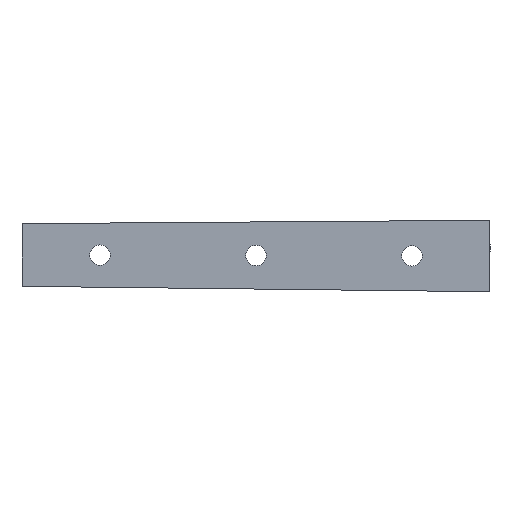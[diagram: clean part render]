
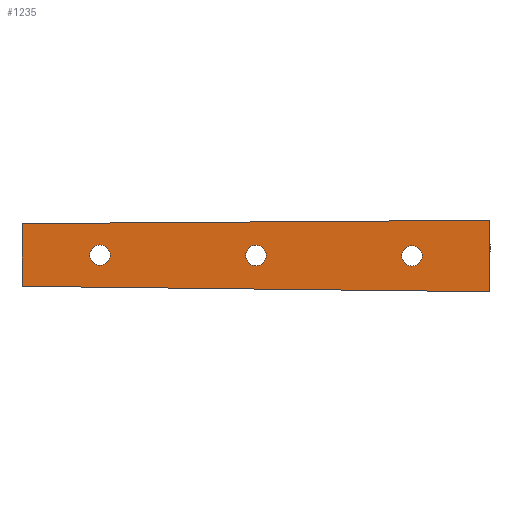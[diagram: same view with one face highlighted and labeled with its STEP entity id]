
A CAD part, left-side view. The second image highlights one B-rep face of the part: STEP entity #1235.
In plain terms, the highlighted planar face has unit normal (-1, 0, 0).
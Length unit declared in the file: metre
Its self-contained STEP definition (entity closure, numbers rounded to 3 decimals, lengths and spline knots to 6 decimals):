
#97 = CIRCLE ( 'NONE', #7497, 0.001632 ) ;
#242 = EDGE_CURVE ( 'NONE', #4716, #4925, #9365, .T. ) ;
#282 = CARTESIAN_POINT ( 'NONE',  ( 0.07695, 0.2895, -0.002591 ) ) ;
#356 = VERTEX_POINT ( 'NONE', #3748 ) ;
#358 = EDGE_CURVE ( 'NONE', #7917, #8784, #681, .T. ) ;
#371 = EDGE_CURVE ( 'NONE', #8264, #4337, #3800, .T. ) ;
#392 = ORIENTED_EDGE ( 'NONE', *, *, #9687, .F. ) ;
#681 = CIRCLE ( 'NONE', #6791, 0.001632 ) ;
#1043 = AXIS2_PLACEMENT_3D ( 'NONE', #2566, #8019, #6356 ) ;
#1235 = ADVANCED_FACE ( 'NONE', ( #8360, #9820, #2906, #7451 ), #9063, .T. ) ;
#1283 = DIRECTION ( 'NONE',  ( 0., 0., 1. ) ) ;
#1553 = VECTOR ( 'NONE', #9693, 1. ) ;
#1614 = CARTESIAN_POINT ( 'NONE',  ( 0.07695, 0.302, -0.007586 ) ) ;
#2030 = AXIS2_PLACEMENT_3D ( 'NONE', #7381, #9800, #1283 ) ;
#2378 = CARTESIAN_POINT ( 'NONE',  ( 0.07695, 0.2645, -0.002645 ) ) ;
#2388 = ORIENTED_EDGE ( 'NONE', *, *, #5669, .F. ) ;
#2416 = CARTESIAN_POINT ( 'NONE',  ( 0.07695, 0.2895, -0.004223 ) ) ;
#2566 = CARTESIAN_POINT ( 'NONE',  ( 0.07695, 0.2395, -0.0027 ) ) ;
#2814 = VECTOR ( 'NONE', #5477, 1. ) ;
#2906 = FACE_BOUND ( 'NONE', #8011, .T. ) ;
#2924 = EDGE_CURVE ( 'NONE', #8028, #5826, #8396, .T. ) ;
#2992 = CARTESIAN_POINT ( 'NONE',  ( 0.07695, 0.227, 0.002997 ) ) ;
#3014 = DIRECTION ( 'NONE',  ( -1., 0., 0. ) ) ;
#3720 = DIRECTION ( 'NONE',  ( -1., 0., 0. ) ) ;
#3721 = ORIENTED_EDGE ( 'NONE', *, *, #4074, .T. ) ;
#3748 = CARTESIAN_POINT ( 'NONE',  ( 0.07695, 0.302, 0.00246 ) ) ;
#3800 = LINE ( 'NONE', #6873, #6302 ) ;
#4051 = EDGE_CURVE ( 'NONE', #8784, #7917, #8868, .T. ) ;
#4074 = EDGE_CURVE ( 'NONE', #356, #4337, #4365, .T. ) ;
#4122 = EDGE_LOOP ( 'NONE', ( #8817, #3721, #9502, #8708 ) ) ;
#4233 = CARTESIAN_POINT ( 'NONE',  ( 0.07695, 0.2895, -0.002591 ) ) ;
#4303 = AXIS2_PLACEMENT_3D ( 'NONE', #6637, #3014, #9015 ) ;
#4337 = VERTEX_POINT ( 'NONE', #1614 ) ;
#4365 = LINE ( 'NONE', #4414, #1553 ) ;
#4414 = CARTESIAN_POINT ( 'NONE',  ( 0.07695, 0.302, 0.001565 ) ) ;
#4477 = EDGE_CURVE ( 'NONE', #356, #9138, #8163, .T. ) ;
#4480 = DIRECTION ( 'NONE',  ( 0., 0., 1. ) ) ;
#4603 = CIRCLE ( 'NONE', #1043, 0.001632 ) ;
#4620 = VECTOR ( 'NONE', #7404, 1. ) ;
#4692 = EDGE_LOOP ( 'NONE', ( #8517, #2388 ) ) ;
#4716 = VERTEX_POINT ( 'NONE', #6960 ) ;
#4925 = VERTEX_POINT ( 'NONE', #7007 ) ;
#5018 = AXIS2_PLACEMENT_3D ( 'NONE', #6978, #8335, #6059 ) ;
#5085 = CARTESIAN_POINT ( 'NONE',  ( 0.07695, 0.229375, 0.00298 ) ) ;
#5477 = DIRECTION ( 'NONE',  ( 0., 0., -1. ) ) ;
#5644 = ORIENTED_EDGE ( 'NONE', *, *, #358, .F. ) ;
#5669 = EDGE_CURVE ( 'NONE', #4925, #4716, #4603, .T. ) ;
#5826 = VERTEX_POINT ( 'NONE', #2416 ) ;
#6059 = DIRECTION ( 'NONE',  ( 0., 0., 1. ) ) ;
#6239 = CARTESIAN_POINT ( 'NONE',  ( 0.07695, 0.227, -0.008452 ) ) ;
#6302 = VECTOR ( 'NONE', #9139, 1. ) ;
#6334 = DIRECTION ( 'NONE',  ( -1., 0., 0. ) ) ;
#6356 = DIRECTION ( 'NONE',  ( 0., 0., 1. ) ) ;
#6637 = CARTESIAN_POINT ( 'NONE',  ( 0.07695, 0.427, 0.001565 ) ) ;
#6791 = AXIS2_PLACEMENT_3D ( 'NONE', #2378, #8381, #7632 ) ;
#6873 = CARTESIAN_POINT ( 'NONE',  ( 0.07695, 0.229375, -0.008424 ) ) ;
#6960 = CARTESIAN_POINT ( 'NONE',  ( 0.07695, 0.2395, -0.004332 ) ) ;
#6978 = CARTESIAN_POINT ( 'NONE',  ( 0.07695, 0.2395, -0.0027 ) ) ;
#7007 = CARTESIAN_POINT ( 'NONE',  ( 0.07695, 0.2395, -0.001068 ) ) ;
#7104 = AXIS2_PLACEMENT_3D ( 'NONE', #4233, #3720, #4480 ) ;
#7115 = CARTESIAN_POINT ( 'NONE',  ( 0.07695, 0.2645, -0.004277 ) ) ;
#7142 = DIRECTION ( 'NONE',  ( 0., 0., 1. ) ) ;
#7381 = CARTESIAN_POINT ( 'NONE',  ( 0.07695, 0.2645, -0.002645 ) ) ;
#7404 = DIRECTION ( 'NONE',  ( 0., -1., 0.007 ) ) ;
#7451 = FACE_OUTER_BOUND ( 'NONE', #4122, .T. ) ;
#7497 = AXIS2_PLACEMENT_3D ( 'NONE', #282, #6334, #7142 ) ;
#7632 = DIRECTION ( 'NONE',  ( 0., 0., 1. ) ) ;
#7755 = LINE ( 'NONE', #7944, #2814 ) ;
#7880 = ORIENTED_EDGE ( 'NONE', *, *, #4051, .F. ) ;
#7917 = VERTEX_POINT ( 'NONE', #7115 ) ;
#7944 = CARTESIAN_POINT ( 'NONE',  ( 0.07695, 0.227, 0.001565 ) ) ;
#8011 = EDGE_LOOP ( 'NONE', ( #392, #9320 ) ) ;
#8019 = DIRECTION ( 'NONE',  ( -1., 0., 0. ) ) ;
#8028 = VERTEX_POINT ( 'NONE', #9783 ) ;
#8163 = LINE ( 'NONE', #5085, #4620 ) ;
#8264 = VERTEX_POINT ( 'NONE', #6239 ) ;
#8335 = DIRECTION ( 'NONE',  ( -1., 0., 0. ) ) ;
#8355 = EDGE_CURVE ( 'NONE', #9138, #8264, #7755, .T. ) ;
#8360 = FACE_BOUND ( 'NONE', #4692, .T. ) ;
#8381 = DIRECTION ( 'NONE',  ( -1., 0., 0. ) ) ;
#8396 = CIRCLE ( 'NONE', #7104, 0.001632 ) ;
#8517 = ORIENTED_EDGE ( 'NONE', *, *, #242, .F. ) ;
#8708 = ORIENTED_EDGE ( 'NONE', *, *, #8355, .F. ) ;
#8784 = VERTEX_POINT ( 'NONE', #9351 ) ;
#8817 = ORIENTED_EDGE ( 'NONE', *, *, #4477, .F. ) ;
#8868 = CIRCLE ( 'NONE', #2030, 0.001632 ) ;
#9015 = DIRECTION ( 'NONE',  ( 0., 0., -1. ) ) ;
#9063 = PLANE ( 'NONE',  #4303 ) ;
#9088 = EDGE_LOOP ( 'NONE', ( #5644, #7880 ) ) ;
#9138 = VERTEX_POINT ( 'NONE', #2992 ) ;
#9139 = DIRECTION ( 'NONE',  ( 0., 1., 0.012 ) ) ;
#9320 = ORIENTED_EDGE ( 'NONE', *, *, #2924, .F. ) ;
#9351 = CARTESIAN_POINT ( 'NONE',  ( 0.07695, 0.2645, -0.001013 ) ) ;
#9365 = CIRCLE ( 'NONE', #5018, 0.001632 ) ;
#9502 = ORIENTED_EDGE ( 'NONE', *, *, #371, .F. ) ;
#9687 = EDGE_CURVE ( 'NONE', #5826, #8028, #97, .T. ) ;
#9693 = DIRECTION ( 'NONE',  ( 0., 0., -1. ) ) ;
#9783 = CARTESIAN_POINT ( 'NONE',  ( 0.07695, 0.2895, -0.000959 ) ) ;
#9800 = DIRECTION ( 'NONE',  ( -1., 0., 0. ) ) ;
#9820 = FACE_BOUND ( 'NONE', #9088, .T. ) ;
